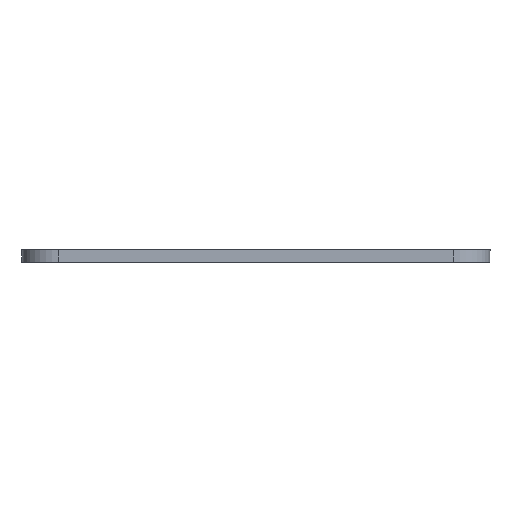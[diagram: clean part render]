
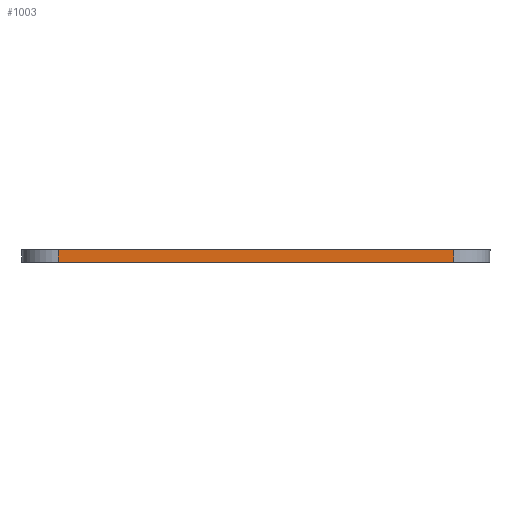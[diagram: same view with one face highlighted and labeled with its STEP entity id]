
A CAD part, left-side view. The second image highlights one B-rep face of the part: STEP entity #1003.
In plain terms, the highlighted planar face has unit normal (-1, 0, 0).
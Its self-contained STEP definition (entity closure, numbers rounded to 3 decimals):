
#60=PLANE('',#1104);
#79=FACE_OUTER_BOUND('',#150,.T.);
#150=EDGE_LOOP('',(#743,#744,#745,#746));
#221=LINE('',#1515,#297);
#236=LINE('',#1611,#312);
#237=LINE('',#1615,#313);
#238=LINE('',#1616,#314);
#297=VECTOR('',#1199,10.);
#312=VECTOR('',#1286,10.);
#313=VECTOR('',#1291,10.);
#314=VECTOR('',#1292,10.);
#442=VERTEX_POINT('',#1512);
#443=VERTEX_POINT('',#1514);
#488=VERTEX_POINT('',#1610);
#489=VERTEX_POINT('',#1614);
#540=EDGE_CURVE('',#442,#443,#221,.T.);
#588=EDGE_CURVE('',#443,#488,#236,.T.);
#590=EDGE_CURVE('',#489,#442,#237,.T.);
#591=EDGE_CURVE('',#489,#488,#238,.T.);
#743=ORIENTED_EDGE('',*,*,#588,.F.);
#744=ORIENTED_EDGE('',*,*,#540,.F.);
#745=ORIENTED_EDGE('',*,*,#590,.F.);
#746=ORIENTED_EDGE('',*,*,#591,.T.);
#1003=ADVANCED_FACE('',(#79),#60,.T.);
#1104=AXIS2_PLACEMENT_3D('',#1613,#1289,#1290);
#1199=DIRECTION('',(0.,-1.,0.));
#1286=DIRECTION('',(0.,0.,-1.));
#1289=DIRECTION('center_axis',(-1.,0.,0.));
#1290=DIRECTION('ref_axis',(0.,-1.,0.));
#1291=DIRECTION('',(0.,0.,1.));
#1292=DIRECTION('',(0.,-1.,0.));
#1512=CARTESIAN_POINT('',(-162.909,47.685,3.));
#1514=CARTESIAN_POINT('',(-162.909,-50.615,3.));
#1515=CARTESIAN_POINT('',(-162.909,27.11,3.));
#1610=CARTESIAN_POINT('',(-162.909,-50.615,0.));
#1611=CARTESIAN_POINT('',(-162.909,-50.615,-0.1));
#1613=CARTESIAN_POINT('Origin',(-162.909,55.685,-0.1));
#1614=CARTESIAN_POINT('',(-162.909,47.685,0.));
#1615=CARTESIAN_POINT('',(-162.909,47.685,-0.1));
#1616=CARTESIAN_POINT('',(-162.909,27.11,0.));
